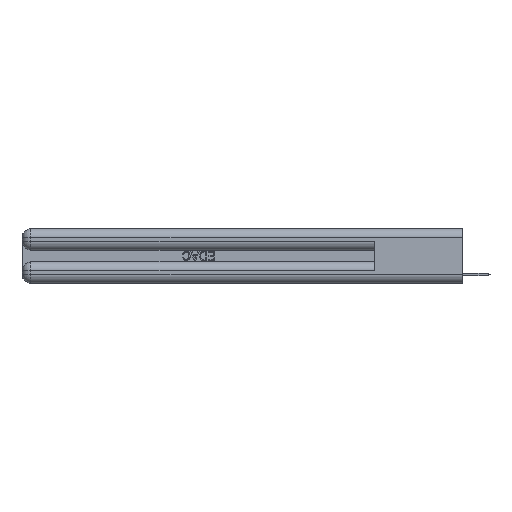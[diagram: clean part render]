
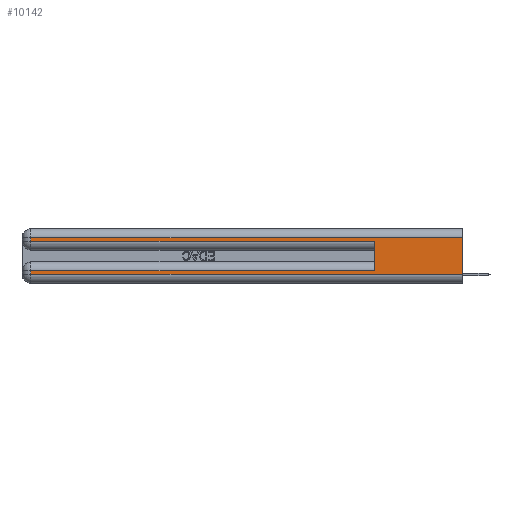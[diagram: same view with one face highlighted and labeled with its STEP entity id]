
A CAD part, left-side view. The second image highlights one B-rep face of the part: STEP entity #10142.
In plain terms, the highlighted planar face has unit normal (-1, 0, 0).
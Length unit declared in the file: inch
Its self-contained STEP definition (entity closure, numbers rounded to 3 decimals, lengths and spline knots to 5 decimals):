
#595 = CARTESIAN_POINT ( 'NONE',  ( 0., 2.94, 0.06 ) ) ;
#738 = LINE ( 'NONE', #21660, #26998 ) ;
#983 = EDGE_CURVE ( 'NONE', #5129, #17216, #23225, .T. ) ;
#1786 = EDGE_CURVE ( 'NONE', #18503, #22255, #20372, .T. ) ;
#1926 = CARTESIAN_POINT ( 'NONE',  ( 0., 0., 0.31 ) ) ;
#3089 = CARTESIAN_POINT ( 'NONE',  ( 0., 2.94, 0.285 ) ) ;
#3393 = DIRECTION ( 'NONE',  ( 1., 0., 0. ) ) ;
#3400 = EDGE_CURVE ( 'NONE', #23579, #19769, #21613, .T. ) ;
#4226 = AXIS2_PLACEMENT_3D ( 'NONE', #29599, #3393, #8093 ) ;
#4747 = DIRECTION ( 'NONE',  ( 0., 1., 0. ) ) ;
#5129 = VERTEX_POINT ( 'NONE', #20145 ) ;
#5749 = PLANE ( 'NONE',  #4226 ) ;
#6086 = EDGE_CURVE ( 'NONE', #17216, #18503, #26038, .T. ) ;
#6852 = LINE ( 'NONE', #20876, #11237 ) ;
#6951 = VECTOR ( 'NONE', #16842, 39.37008 ) ;
#6971 = CARTESIAN_POINT ( 'NONE',  ( 0., 0., 0.06 ) ) ;
#8093 = DIRECTION ( 'NONE',  ( 0., 0., -1. ) ) ;
#9095 = ORIENTED_EDGE ( 'NONE', *, *, #15510, .F. ) ;
#9182 = DIRECTION ( 'NONE',  ( 0., 0., -1. ) ) ;
#9449 = CARTESIAN_POINT ( 'NONE',  ( 0., 0., 0.31 ) ) ;
#10142 = ADVANCED_FACE ( 'NONE', ( #12613 ), #5749, .F. ) ;
#10213 = CARTESIAN_POINT ( 'NONE',  ( 0., 2.94, 0.37 ) ) ;
#10241 = LINE ( 'NONE', #21797, #26897 ) ;
#10663 = VECTOR ( 'NONE', #19721, 39.37008 ) ;
#11237 = VECTOR ( 'NONE', #9182, 39.37008 ) ;
#12115 = EDGE_CURVE ( 'NONE', #17577, #23579, #26118, .T. ) ;
#12301 = DIRECTION ( 'NONE',  ( 0., 0., 1. ) ) ;
#12579 = ORIENTED_EDGE ( 'NONE', *, *, #6086, .T. ) ;
#12613 = FACE_OUTER_BOUND ( 'NONE', #22412, .T. ) ;
#12744 = ORIENTED_EDGE ( 'NONE', *, *, #983, .T. ) ;
#13153 = CARTESIAN_POINT ( 'NONE',  ( 0., 2.94, 0.31 ) ) ;
#13584 = ORIENTED_EDGE ( 'NONE', *, *, #1786, .T. ) ;
#14035 = CARTESIAN_POINT ( 'NONE',  ( 0., 0., 0.085 ) ) ;
#15064 = DIRECTION ( 'NONE',  ( 0., -1., 0. ) ) ;
#15434 = VECTOR ( 'NONE', #23546, 39.37008 ) ;
#15510 = EDGE_CURVE ( 'NONE', #5129, #23761, #738, .T. ) ;
#15992 = DIRECTION ( 'NONE',  ( 0., -1., 0. ) ) ;
#16373 = CARTESIAN_POINT ( 'NONE',  ( 0., 2.94, 0.37 ) ) ;
#16740 = CARTESIAN_POINT ( 'NONE',  ( 0., 0.6, 0.285 ) ) ;
#16842 = DIRECTION ( 'NONE',  ( 0., 0., -1. ) ) ;
#17216 = VERTEX_POINT ( 'NONE', #28166 ) ;
#17577 = VERTEX_POINT ( 'NONE', #1926 ) ;
#18503 = VERTEX_POINT ( 'NONE', #595 ) ;
#19721 = DIRECTION ( 'NONE',  ( 0., 0., -1. ) ) ;
#19769 = VERTEX_POINT ( 'NONE', #3089 ) ;
#20145 = CARTESIAN_POINT ( 'NONE',  ( 0., 0.6, 0.085 ) ) ;
#20372 = LINE ( 'NONE', #6971, #21987 ) ;
#20876 = CARTESIAN_POINT ( 'NONE',  ( 0., 0., 0.37 ) ) ;
#21142 = CARTESIAN_POINT ( 'NONE',  ( 0., 0., 0.06 ) ) ;
#21613 = LINE ( 'NONE', #10213, #10663 ) ;
#21660 = CARTESIAN_POINT ( 'NONE',  ( 0., 0.6, 0.145 ) ) ;
#21797 = CARTESIAN_POINT ( 'NONE',  ( 0., 0., 0.285 ) ) ;
#21987 = VECTOR ( 'NONE', #15992, 39.37008 ) ;
#22255 = VERTEX_POINT ( 'NONE', #21142 ) ;
#22412 = EDGE_LOOP ( 'NONE', ( #23499, #26846, #25106, #25518, #9095, #12744, #12579, #13584 ) ) ;
#23225 = LINE ( 'NONE', #14035, #15434 ) ;
#23499 = ORIENTED_EDGE ( 'NONE', *, *, #30196, .F. ) ;
#23546 = DIRECTION ( 'NONE',  ( 0., 1., 0. ) ) ;
#23579 = VERTEX_POINT ( 'NONE', #13153 ) ;
#23761 = VERTEX_POINT ( 'NONE', #16740 ) ;
#25106 = ORIENTED_EDGE ( 'NONE', *, *, #3400, .T. ) ;
#25518 = ORIENTED_EDGE ( 'NONE', *, *, #28234, .T. ) ;
#26038 = LINE ( 'NONE', #16373, #6951 ) ;
#26118 = LINE ( 'NONE', #9449, #28482 ) ;
#26846 = ORIENTED_EDGE ( 'NONE', *, *, #12115, .T. ) ;
#26897 = VECTOR ( 'NONE', #15064, 39.37008 ) ;
#26998 = VECTOR ( 'NONE', #12301, 39.37008 ) ;
#28166 = CARTESIAN_POINT ( 'NONE',  ( 0., 2.94, 0.085 ) ) ;
#28234 = EDGE_CURVE ( 'NONE', #19769, #23761, #10241, .T. ) ;
#28482 = VECTOR ( 'NONE', #4747, 39.37008 ) ;
#29599 = CARTESIAN_POINT ( 'NONE',  ( 0., 0., 0.37 ) ) ;
#30196 = EDGE_CURVE ( 'NONE', #17577, #22255, #6852, .T. ) ;
